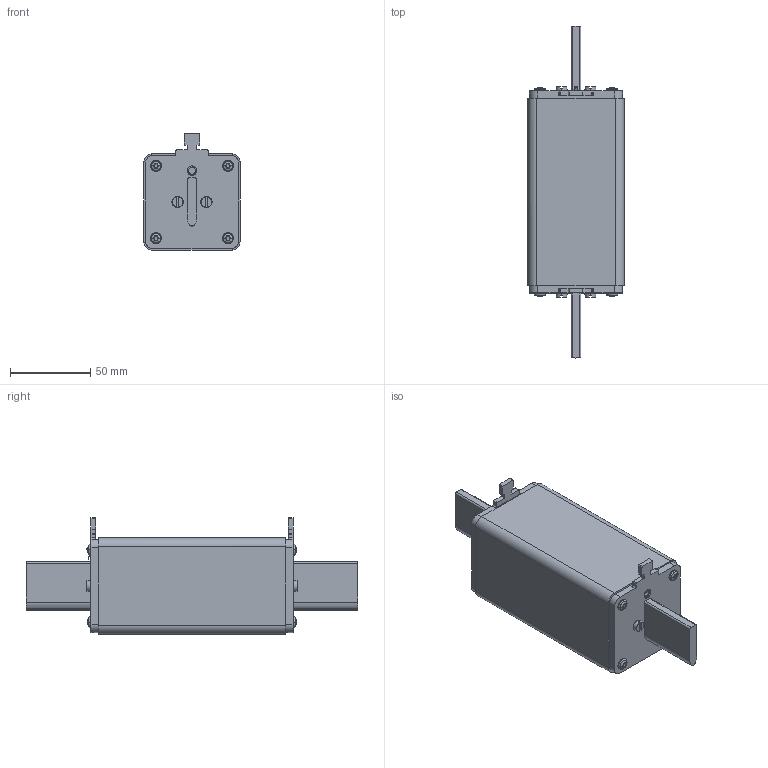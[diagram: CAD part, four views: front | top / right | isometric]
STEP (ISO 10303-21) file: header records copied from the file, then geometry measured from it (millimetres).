
FILE_DESCRIPTION((''),'2;1');
FILE_NAME('NH2XLM_1500_MODEL_004110566.stp', '2025-03-18T03:19:28',('User'),('SDRC'),'I-DEAS Master Series 9','UNIX', 'Yes');
FILE_SCHEMA(('CONFIG_CONTROL_DESIGN', 'GEOMETRIC_VALIDATION_PROPERTIES_MIM','SHAPE_APPEARANCE_LAYER_MIM'));
Length unit declared in the file: millimetre
Bounding box: 60 x 207 x 72.5 mm (x, y, z)
Volume: 463899.3 mm3; surface area: 43327.8 mm2
Topology: 1 solids, 1 shells, 348 faces, 1026 edges, 686 vertices
Faces by surface type: bspline 348
Entity records: 16692 total; most frequent: CARTESIAN_POINT 11027, ORIENTED_EDGE 2036, EDGE_CURVE 1018, VERTEX_POINT 686, QUASI_UNIFORM_CURVE 439, EDGE_LOOP 370, FACE_OUTER_BOUND 348, ADVANCED_FACE 348
